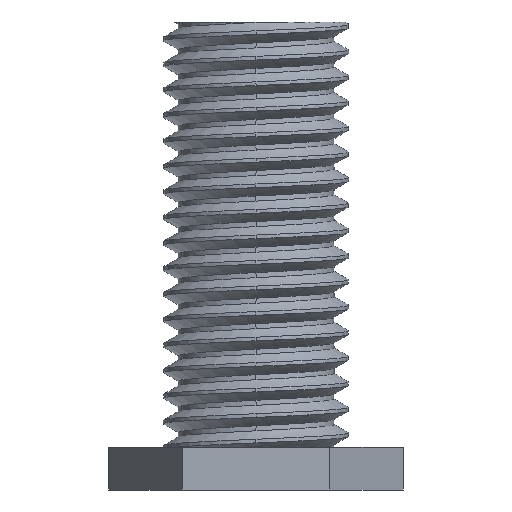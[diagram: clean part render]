
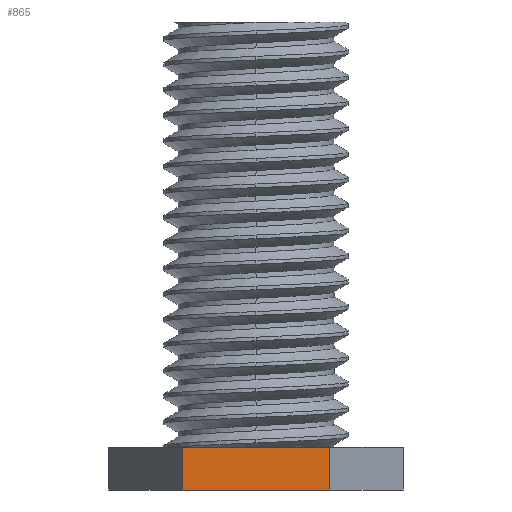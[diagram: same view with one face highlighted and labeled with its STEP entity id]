
A CAD part, left-side view. The second image highlights one B-rep face of the part: STEP entity #865.
In plain terms, the highlighted planar face has unit normal (-1, 0, 0).
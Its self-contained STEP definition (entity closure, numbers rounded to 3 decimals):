
#23=PLANE('',#929);
#66=FACE_OUTER_BOUND('',#113,.T.);
#113=EDGE_LOOP('',(#682,#683,#684,#685));
#239=LINE('',#3135,#291);
#250=LINE('',#3158,#302);
#252=LINE('',#3161,#304);
#253=LINE('',#3162,#305);
#291=VECTOR('',#1052,10.);
#302=VECTOR('',#1071,10.);
#304=VECTOR('',#1075,10.);
#305=VECTOR('',#1076,10.);
#379=VERTEX_POINT('',#3129);
#381=VERTEX_POINT('',#3133);
#388=VERTEX_POINT('',#3155);
#389=VERTEX_POINT('',#3157);
#501=EDGE_CURVE('',#379,#381,#239,.T.);
#512=EDGE_CURVE('',#388,#389,#250,.T.);
#514=EDGE_CURVE('',#379,#388,#252,.T.);
#515=EDGE_CURVE('',#389,#381,#253,.T.);
#682=ORIENTED_EDGE('',*,*,#514,.F.);
#683=ORIENTED_EDGE('',*,*,#501,.T.);
#684=ORIENTED_EDGE('',*,*,#515,.F.);
#685=ORIENTED_EDGE('',*,*,#512,.F.);
#865=ADVANCED_FACE('',(#66),#23,.T.);
#929=AXIS2_PLACEMENT_3D('',#3160,#1073,#1074);
#1052=DIRECTION('',(0.,0.,1.));
#1071=DIRECTION('',(0.,0.,1.));
#1073=DIRECTION('center_axis',(-1.,0.,0.));
#1074=DIRECTION('ref_axis',(0.,-1.,0.));
#1075=DIRECTION('',(0.,1.,0.));
#1076=DIRECTION('',(0.,-1.,0.));
#3129=CARTESIAN_POINT('',(35.,-18.66,0.));
#3133=CARTESIAN_POINT('',(35.,-18.66,5.));
#3135=CARTESIAN_POINT('',(35.,-18.66,0.));
#3155=CARTESIAN_POINT('',(35.,-1.34,0.));
#3157=CARTESIAN_POINT('',(35.,-1.34,5.));
#3158=CARTESIAN_POINT('',(35.,-1.34,0.));
#3160=CARTESIAN_POINT('Origin',(35.,-1.34,0.));
#3161=CARTESIAN_POINT('',(35.,-18.66,0.));
#3162=CARTESIAN_POINT('',(35.,-18.66,5.));
